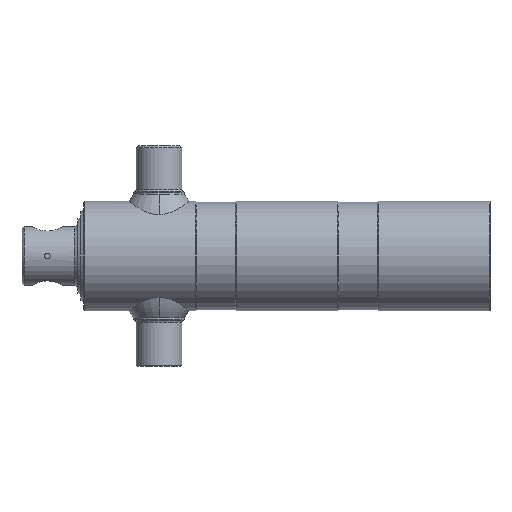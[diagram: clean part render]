
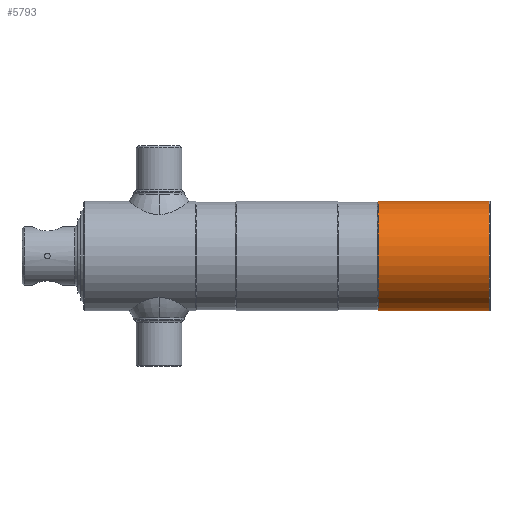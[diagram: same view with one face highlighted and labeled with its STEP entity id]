
A CAD part, left-side view. The second image highlights one B-rep face of the part: STEP entity #5793.
In plain terms, the highlighted cylindrical face has radius 54 mm (diameter 108 mm), a partial arc.
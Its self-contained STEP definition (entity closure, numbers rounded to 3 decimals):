
#461 = EDGE_CURVE ( 'NONE', #6613, #8571, #6530, .T. ) ;
#467 = DIRECTION ( 'NONE',  ( 0., -1., 0. ) ) ;
#497 = CARTESIAN_POINT ( 'NONE',  ( 0., 7.589, 0. ) ) ;
#519 = EDGE_CURVE ( 'NONE', #7363, #8571, #6147, .T. ) ;
#625 = VERTEX_POINT ( 'NONE', #3787 ) ;
#664 = EDGE_CURVE ( 'NONE', #7363, #625, #5846, .T. ) ;
#675 = DIRECTION ( 'NONE',  ( 0., 1., 0. ) ) ;
#1055 = DIRECTION ( 'NONE',  ( 0., 0., 1. ) ) ;
#1698 = CYLINDRICAL_SURFACE ( 'NONE', #2414, 54. ) ;
#1823 = DIRECTION ( 'NONE',  ( 0., -1., 0. ) ) ;
#1828 = CARTESIAN_POINT ( 'NONE',  ( 0., 7.589, -54. ) ) ;
#1926 = FACE_OUTER_BOUND ( 'NONE', #8625, .T. ) ;
#2414 = AXIS2_PLACEMENT_3D ( 'NONE', #7867, #1823, #1055 ) ;
#2597 = AXIS2_PLACEMENT_3D ( 'NONE', #497, #675, #8869 ) ;
#3181 = DIRECTION ( 'NONE',  ( 0., -1., 0. ) ) ;
#3186 = ORIENTED_EDGE ( 'NONE', *, *, #461, .T. ) ;
#3314 = ORIENTED_EDGE ( 'NONE', *, *, #664, .T. ) ;
#3336 = CARTESIAN_POINT ( 'NONE',  ( 0., 117.089, 0. ) ) ;
#3384 = EDGE_CURVE ( 'NONE', #625, #6613, #7388, .T. ) ;
#3787 = CARTESIAN_POINT ( 'NONE',  ( 0., 117.089, -54. ) ) ;
#4323 = CARTESIAN_POINT ( 'NONE',  ( 0., -10.371, 54. ) ) ;
#4357 = DIRECTION ( 'NONE',  ( 0., -1., 0. ) ) ;
#4953 = VECTOR ( 'NONE', #3181, 1000. ) ;
#5124 = CARTESIAN_POINT ( 'NONE',  ( 0., 117.089, 54. ) ) ;
#5267 = CARTESIAN_POINT ( 'NONE',  ( 0., 7.589, 54. ) ) ;
#5793 = ADVANCED_FACE ( 'NONE', ( #1926 ), #1698, .T. ) ;
#5846 = CIRCLE ( 'NONE', #8596, 54. ) ;
#6147 = LINE ( 'NONE', #4323, #6175 ) ;
#6175 = VECTOR ( 'NONE', #467, 1000. ) ;
#6223 = DIRECTION ( 'NONE',  ( 0., 0., 1. ) ) ;
#6530 = CIRCLE ( 'NONE', #2597, 54. ) ;
#6613 = VERTEX_POINT ( 'NONE', #1828 ) ;
#7346 = ORIENTED_EDGE ( 'NONE', *, *, #3384, .T. ) ;
#7363 = VERTEX_POINT ( 'NONE', #5124 ) ;
#7388 = LINE ( 'NONE', #8428, #4953 ) ;
#7867 = CARTESIAN_POINT ( 'NONE',  ( 0., -10.371, 0. ) ) ;
#8428 = CARTESIAN_POINT ( 'NONE',  ( 0., -10.371, -54. ) ) ;
#8571 = VERTEX_POINT ( 'NONE', #5267 ) ;
#8596 = AXIS2_PLACEMENT_3D ( 'NONE', #3336, #4357, #6223 ) ;
#8625 = EDGE_LOOP ( 'NONE', ( #3314, #7346, #3186, #8981 ) ) ;
#8869 = DIRECTION ( 'NONE',  ( 0., 0., -1. ) ) ;
#8981 = ORIENTED_EDGE ( 'NONE', *, *, #519, .F. ) ;
